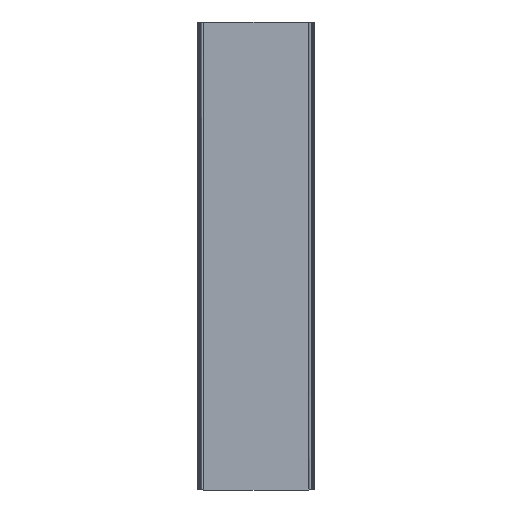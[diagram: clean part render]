
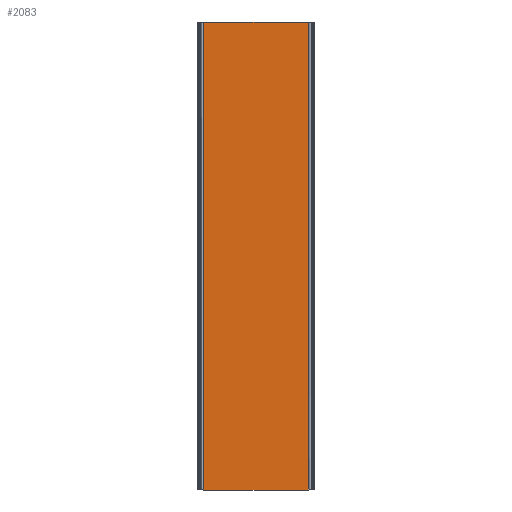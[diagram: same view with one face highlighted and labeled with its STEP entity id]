
A CAD part, front view. The second image highlights one B-rep face of the part: STEP entity #2083.
In plain terms, the highlighted planar face has unit normal (0, -1, 0).
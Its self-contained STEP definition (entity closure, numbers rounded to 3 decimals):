
#1852=DIRECTION('',(-1.,0.,0.));
#1853=VECTOR('',#1852,535.);
#1854=CARTESIAN_POINT('',(267.5,0.,0.));
#1855=LINE('',#1854,#1853);
#1869=DIRECTION('',(0.,0.,1.));
#1870=VECTOR('',#1869,2400.);
#1871=CARTESIAN_POINT('',(-267.5,0.,-2400.));
#1872=LINE('',#1871,#1870);
#1873=DIRECTION('',(0.,0.,1.));
#1874=VECTOR('',#1873,2400.);
#1875=CARTESIAN_POINT('',(267.5,0.,-2400.));
#1876=LINE('',#1875,#1874);
#1918=DIRECTION('',(-1.,0.,0.));
#1919=VECTOR('',#1918,535.);
#1920=CARTESIAN_POINT('',(267.5,0.,-2400.));
#1921=LINE('',#1920,#1919);
#1965=CARTESIAN_POINT('',(-267.5,0.,0.));
#1966=VERTEX_POINT('',#1965);
#1967=CARTESIAN_POINT('',(267.5,0.,0.));
#1968=VERTEX_POINT('',#1967);
#1989=CARTESIAN_POINT('',(-267.5,0.,-2400.));
#1990=VERTEX_POINT('',#1989);
#1991=CARTESIAN_POINT('',(267.5,0.,-2400.));
#1992=VERTEX_POINT('',#1991);
#2070=CARTESIAN_POINT('',(-267.5,0.,0.));
#2071=DIRECTION('',(0.,-1.,0.));
#2072=DIRECTION('',(1.,0.,0.));
#2073=AXIS2_PLACEMENT_3D('',#2070,#2071,#2072);
#2074=PLANE('',#2073);
#2075=ORIENTED_EDGE('',*,*,#2034,.F.);
#2077=ORIENTED_EDGE('',*,*,#2076,.F.);
#2079=ORIENTED_EDGE('',*,*,#2078,.T.);
#2080=ORIENTED_EDGE('',*,*,#2062,.T.);
#2081=EDGE_LOOP('',(#2075,#2077,#2079,#2080));
#2082=FACE_OUTER_BOUND('',#2081,.F.);
#2083=ADVANCED_FACE('',(#2082),#2074,.T.);
#2034=EDGE_CURVE('',#1968,#1966,#1855,.T.);
#2062=EDGE_CURVE('',#1990,#1966,#1872,.T.);
#2076=EDGE_CURVE('',#1992,#1968,#1876,.T.);
#2078=EDGE_CURVE('',#1992,#1990,#1921,.T.);
